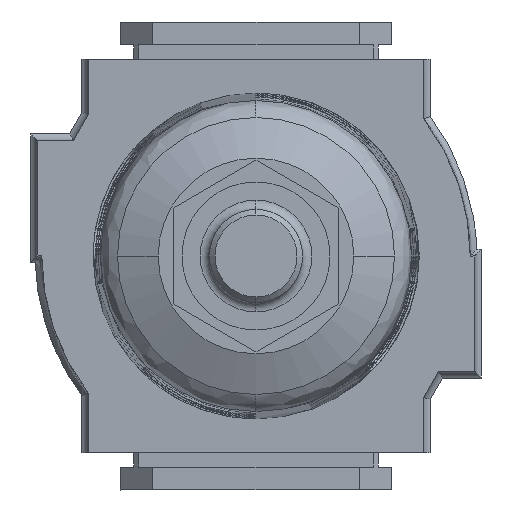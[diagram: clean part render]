
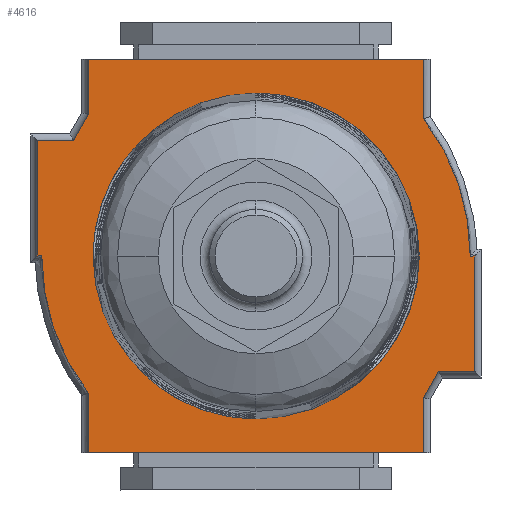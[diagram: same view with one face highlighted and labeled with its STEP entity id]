
A CAD part, front view. The second image highlights one B-rep face of the part: STEP entity #4616.
In plain terms, the highlighted face is planar.
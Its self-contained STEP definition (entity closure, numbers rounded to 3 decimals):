
#8 = CARTESIAN_POINT ( 'NONE',  ( -23., 30.9, 0. ) ) ;
#31 = VERTEX_POINT ( 'NONE', #617 ) ;
#128 = EDGE_CURVE ( 'NONE', #1502, #1985, #569, .T. ) ;
#192 = DIRECTION ( 'NONE',  ( 0., 0., -1. ) ) ;
#315 = ORIENTED_EDGE ( 'NONE', *, *, #4542, .F. ) ;
#386 = LINE ( 'NONE', #1591, #2443 ) ;
#392 = DIRECTION ( 'NONE',  ( 0., 0., 1. ) ) ;
#554 = VECTOR ( 'NONE', #2428, 1000. ) ;
#569 = LINE ( 'NONE', #6670, #10655 ) ;
#593 = CARTESIAN_POINT ( 'NONE',  ( 23.5, 30.9, 12.4 ) ) ;
#617 = CARTESIAN_POINT ( 'NONE',  ( 23., 30.9, 0. ) ) ;
#624 = EDGE_CURVE ( 'NONE', #9361, #5749, #5500, .T. ) ;
#984 = DIRECTION ( 'NONE',  ( 0., 0., -1. ) ) ;
#1057 = LINE ( 'NONE', #8461, #10582 ) ;
#1139 = VERTEX_POINT ( 'NONE', #9364 ) ;
#1185 = CARTESIAN_POINT ( 'NONE',  ( -18., 30.9, 14.731 ) ) ;
#1195 = ORIENTED_EDGE ( 'NONE', *, *, #7706, .F. ) ;
#1222 = CARTESIAN_POINT ( 'NONE',  ( -23., 30.9, 0. ) ) ;
#1299 = CARTESIAN_POINT ( 'NONE',  ( 18., 30.9, 21.125 ) ) ;
#1394 = DIRECTION ( 'NONE',  ( -0.496, 0., 0.868 ) ) ;
#1407 = DIRECTION ( 'NONE',  ( 0., -1., 0. ) ) ;
#1452 = DIRECTION ( 'NONE',  ( 1., 0., 0. ) ) ;
#1502 = VERTEX_POINT ( 'NONE', #7214 ) ;
#1591 = CARTESIAN_POINT ( 'NONE',  ( 19.6, 30.9, 12.4 ) ) ;
#1679 = VERTEX_POINT ( 'NONE', #1185 ) ;
#1712 = CARTESIAN_POINT ( 'NONE',  ( 19.6, 30.9, 12.4 ) ) ;
#1818 = CARTESIAN_POINT ( 'NONE',  ( 23.5, 30.9, 12.4 ) ) ;
#1881 = DIRECTION ( 'NONE',  ( 0., 1., 0. ) ) ;
#1975 = VERTEX_POINT ( 'NONE', #9438 ) ;
#1985 = VERTEX_POINT ( 'NONE', #7776 ) ;
#2428 = DIRECTION ( 'NONE',  ( 1., 0., 0. ) ) ;
#2443 = VECTOR ( 'NONE', #1394, 1000. ) ;
#2609 = DIRECTION ( 'NONE',  ( 0., 0., -1. ) ) ;
#2830 = FACE_OUTER_BOUND ( 'NONE', #12102, .T. ) ;
#2937 = EDGE_CURVE ( 'NONE', #2954, #3064, #7974, .T. ) ;
#2954 = VERTEX_POINT ( 'NONE', #4916 ) ;
#3064 = VERTEX_POINT ( 'NONE', #593 ) ;
#3174 = ORIENTED_EDGE ( 'NONE', *, *, #5077, .F. ) ;
#3220 = AXIS2_PLACEMENT_3D ( 'NONE', #10596, #1407, #5552 ) ;
#3421 = VECTOR ( 'NONE', #392, 1000. ) ;
#3684 = CARTESIAN_POINT ( 'NONE',  ( -23.5, 30.9, 0. ) ) ;
#3812 = ORIENTED_EDGE ( 'NONE', *, *, #10585, .F. ) ;
#3971 = VERTEX_POINT ( 'NONE', #5008 ) ;
#3982 = EDGE_CURVE ( 'NONE', #11565, #3971, #13243, .T. ) ;
#4076 = CARTESIAN_POINT ( 'NONE',  ( -18., 30.9, -15.2 ) ) ;
#4542 = EDGE_CURVE ( 'NONE', #1985, #11565, #9564, .T. ) ;
#4575 = CARTESIAN_POINT ( 'NONE',  ( 23., 30.9, 0. ) ) ;
#4584 = CARTESIAN_POINT ( 'NONE',  ( 18., 30.9, 15.2 ) ) ;
#4616 = ADVANCED_FACE ( 'NONE', ( #2830 ), #4978, .T. ) ;
#4702 = ORIENTED_EDGE ( 'NONE', *, *, #624, .F. ) ;
#4792 = AXIS2_PLACEMENT_3D ( 'NONE', #5043, #1881, #13092 ) ;
#4841 = ORIENTED_EDGE ( 'NONE', *, *, #9999, .F. ) ;
#4852 = LINE ( 'NONE', #1818, #11886 ) ;
#4916 = CARTESIAN_POINT ( 'NONE',  ( 23.5, 30.9, 0. ) ) ;
#4978 = PLANE ( 'NONE',  #4792 ) ;
#5008 = CARTESIAN_POINT ( 'NONE',  ( -18., 30.9, -21.125 ) ) ;
#5043 = CARTESIAN_POINT ( 'NONE',  ( 0., 30.9, 0. ) ) ;
#5077 = EDGE_CURVE ( 'NONE', #1975, #31, #11408, .T. ) ;
#5166 = ORIENTED_EDGE ( 'NONE', *, *, #3982, .F. ) ;
#5211 = VECTOR ( 'NONE', #8546, 1000. ) ;
#5219 = LINE ( 'NONE', #8, #8741 ) ;
#5319 = ORIENTED_EDGE ( 'NONE', *, *, #12526, .F. ) ;
#5500 = LINE ( 'NONE', #4584, #12376 ) ;
#5509 = CARTESIAN_POINT ( 'NONE',  ( -19.6, 30.9, -12.4 ) ) ;
#5552 = DIRECTION ( 'NONE',  ( -1., 0., 0. ) ) ;
#5556 = LINE ( 'NONE', #4575, #11161 ) ;
#5557 = CARTESIAN_POINT ( 'NONE',  ( 18., 30.9, 21.125 ) ) ;
#5574 = DIRECTION ( 'NONE',  ( 0.496, 0., -0.868 ) ) ;
#5749 = VERTEX_POINT ( 'NONE', #1299 ) ;
#6236 = LINE ( 'NONE', #10310, #3421 ) ;
#6499 = LINE ( 'NONE', #9621, #9633 ) ;
#6670 = CARTESIAN_POINT ( 'NONE',  ( -23.5, 30.9, -12.4 ) ) ;
#6683 = ORIENTED_EDGE ( 'NONE', *, *, #13127, .F. ) ;
#6855 = VERTEX_POINT ( 'NONE', #3684 ) ;
#6996 = VERTEX_POINT ( 'NONE', #1222 ) ;
#7214 = CARTESIAN_POINT ( 'NONE',  ( -23.5, 30.9, -12.4 ) ) ;
#7319 = VECTOR ( 'NONE', #5574, 1000. ) ;
#7505 = ORIENTED_EDGE ( 'NONE', *, *, #9238, .F. ) ;
#7533 = ORIENTED_EDGE ( 'NONE', *, *, #2937, .F. ) ;
#7631 = DIRECTION ( 'NONE',  ( 0., 0., 1. ) ) ;
#7695 = LINE ( 'NONE', #5557, #5211 ) ;
#7706 = EDGE_CURVE ( 'NONE', #8654, #1975, #6236, .T. ) ;
#7776 = CARTESIAN_POINT ( 'NONE',  ( -19.6, 30.9, -12.4 ) ) ;
#7884 = ORIENTED_EDGE ( 'NONE', *, *, #10821, .F. ) ;
#7914 = CARTESIAN_POINT ( 'NONE',  ( 23.5, 30.9, 0. ) ) ;
#7940 = ORIENTED_EDGE ( 'NONE', *, *, #9140, .F. ) ;
#7974 = LINE ( 'NONE', #7914, #9602 ) ;
#8106 = DIRECTION ( 'NONE',  ( 0., 0., 1. ) ) ;
#8160 = DIRECTION ( 'NONE',  ( -1., 0., 0. ) ) ;
#8461 = CARTESIAN_POINT ( 'NONE',  ( -18., 30.9, 21.125 ) ) ;
#8546 = DIRECTION ( 'NONE',  ( -1., 0., 0. ) ) ;
#8630 = CARTESIAN_POINT ( 'NONE',  ( -18., 30.9, -21.125 ) ) ;
#8654 = VERTEX_POINT ( 'NONE', #11832 ) ;
#8741 = VECTOR ( 'NONE', #8160, 1000. ) ;
#8959 = CIRCLE ( 'NONE', #3220, 24.2 ) ;
#9082 = DIRECTION ( 'NONE',  ( -1., 0., 0. ) ) ;
#9140 = EDGE_CURVE ( 'NONE', #6996, #6855, #5219, .T. ) ;
#9238 = EDGE_CURVE ( 'NONE', #1679, #6996, #8959, .T. ) ;
#9361 = VERTEX_POINT ( 'NONE', #12581 ) ;
#9364 = CARTESIAN_POINT ( 'NONE',  ( -18., 30.9, 21.125 ) ) ;
#9438 = CARTESIAN_POINT ( 'NONE',  ( 18., 30.9, -14.731 ) ) ;
#9564 = LINE ( 'NONE', #5509, #7319 ) ;
#9602 = VECTOR ( 'NONE', #8106, 1000. ) ;
#9621 = CARTESIAN_POINT ( 'NONE',  ( -23.5, 30.9, 0. ) ) ;
#9633 = VECTOR ( 'NONE', #2609, 1000. ) ;
#9999 = EDGE_CURVE ( 'NONE', #6855, #1502, #6499, .T. ) ;
#10019 = EDGE_CURVE ( 'NONE', #31, #2954, #5556, .T. ) ;
#10310 = CARTESIAN_POINT ( 'NONE',  ( 18., 30.9, -21.125 ) ) ;
#10314 = VECTOR ( 'NONE', #984, 1000. ) ;
#10441 = CARTESIAN_POINT ( 'NONE',  ( -18., 30.9, -15.2 ) ) ;
#10564 = AXIS2_PLACEMENT_3D ( 'NONE', #10839, #10648, #1452 ) ;
#10582 = VECTOR ( 'NONE', #192, 1000. ) ;
#10585 = EDGE_CURVE ( 'NONE', #5749, #1139, #7695, .T. ) ;
#10596 = CARTESIAN_POINT ( 'NONE',  ( 1.2, 30.9, 0. ) ) ;
#10648 = DIRECTION ( 'NONE',  ( 0., -1., 0. ) ) ;
#10655 = VECTOR ( 'NONE', #10760, 1000. ) ;
#10760 = DIRECTION ( 'NONE',  ( 1., 0., 0. ) ) ;
#10768 = EDGE_CURVE ( 'NONE', #1139, #1679, #1057, .T. ) ;
#10821 = EDGE_CURVE ( 'NONE', #12977, #9361, #386, .T. ) ;
#10839 = CARTESIAN_POINT ( 'NONE',  ( -1.2, 30.9, 0. ) ) ;
#11161 = VECTOR ( 'NONE', #12724, 1000. ) ;
#11297 = ORIENTED_EDGE ( 'NONE', *, *, #10019, .F. ) ;
#11408 = CIRCLE ( 'NONE', #10564, 24.2 ) ;
#11565 = VERTEX_POINT ( 'NONE', #10441 ) ;
#11677 = LINE ( 'NONE', #8630, #554 ) ;
#11771 = ORIENTED_EDGE ( 'NONE', *, *, #128, .F. ) ;
#11832 = CARTESIAN_POINT ( 'NONE',  ( 18., 30.9, -21.125 ) ) ;
#11886 = VECTOR ( 'NONE', #9082, 1000. ) ;
#12102 = EDGE_LOOP ( 'NONE', ( #11297, #3174, #1195, #5319, #5166, #315, #11771, #4841, #7940, #7505, #13193, #3812, #4702, #7884, #6683, #7533 ) ) ;
#12376 = VECTOR ( 'NONE', #7631, 1000. ) ;
#12526 = EDGE_CURVE ( 'NONE', #3971, #8654, #11677, .T. ) ;
#12581 = CARTESIAN_POINT ( 'NONE',  ( 18., 30.9, 15.2 ) ) ;
#12724 = DIRECTION ( 'NONE',  ( 1., 0., 0. ) ) ;
#12977 = VERTEX_POINT ( 'NONE', #1712 ) ;
#13092 = DIRECTION ( 'NONE',  ( 0., 0., 1. ) ) ;
#13127 = EDGE_CURVE ( 'NONE', #3064, #12977, #4852, .T. ) ;
#13193 = ORIENTED_EDGE ( 'NONE', *, *, #10768, .F. ) ;
#13243 = LINE ( 'NONE', #4076, #10314 ) ;
